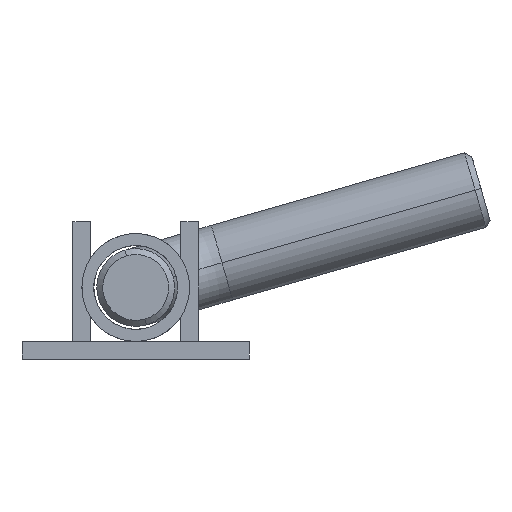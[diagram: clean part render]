
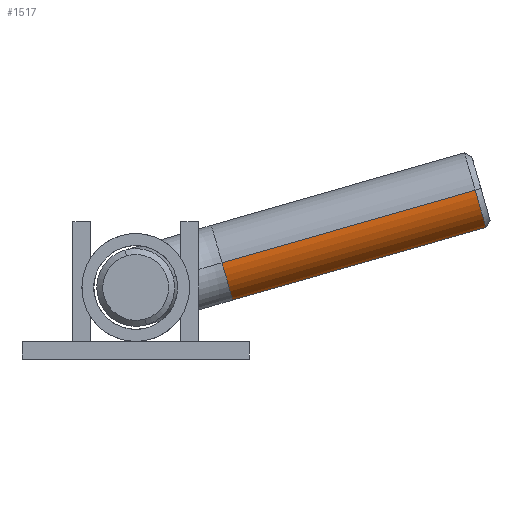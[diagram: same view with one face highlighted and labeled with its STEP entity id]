
A CAD part, front view. The second image highlights one B-rep face of the part: STEP entity #1517.
In plain terms, the highlighted cylindrical face has radius 6.5 mm (diameter 13 mm), a partial arc.
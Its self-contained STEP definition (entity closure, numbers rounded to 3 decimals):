
#40 = AXIS2_PLACEMENT_3D ( 'NONE', #1292, #385, #831 ) ;
#136 = CYLINDRICAL_SURFACE ( 'NONE', #194, 6.5 ) ;
#188 = FACE_OUTER_BOUND ( 'NONE', #1921, .T. ) ;
#194 = AXIS2_PLACEMENT_3D ( 'NONE', #709, #708, #687 ) ;
#256 = AXIS2_PLACEMENT_3D ( 'NONE', #390, #397, #393 ) ;
#273 = VECTOR ( 'NONE', #668, 1000. ) ;
#364 = VECTOR ( 'NONE', #1170, 1000. ) ;
#385 = DIRECTION ( 'NONE',  ( -0.961, 0., -0.276 ) ) ;
#390 = CARTESIAN_POINT ( 'NONE',  ( 21.291, 180.343, 5.23 ) ) ;
#393 = DIRECTION ( 'NONE',  ( 0.276, 0., -0.961 ) ) ;
#397 = DIRECTION ( 'NONE',  ( 0.961, 0., 0.276 ) ) ;
#621 = LINE ( 'NONE', #1152, #273 ) ;
#668 = DIRECTION ( 'NONE',  ( 0.961, 0., 0.276 ) ) ;
#687 = DIRECTION ( 'NONE',  ( 0., -1., 0. ) ) ;
#708 = DIRECTION ( 'NONE',  ( 0.961, 0., 0.276 ) ) ;
#709 = CARTESIAN_POINT ( 'NONE',  ( 21.291, 180.343, 5.23 ) ) ;
#831 = DIRECTION ( 'NONE',  ( 0., -1., 0. ) ) ;
#839 = CARTESIAN_POINT ( 'NONE',  ( 21.291, 186.843, 5.23 ) ) ;
#972 = CARTESIAN_POINT ( 'NONE',  ( 63.587, 186.843, 17.359 ) ) ;
#1082 = CARTESIAN_POINT ( 'NONE',  ( 63.587, 173.843, 17.359 ) ) ;
#1089 = CARTESIAN_POINT ( 'NONE',  ( 21.291, 173.843, 5.23 ) ) ;
#1152 = CARTESIAN_POINT ( 'NONE',  ( 21.291, 173.843, 5.23 ) ) ;
#1167 = LINE ( 'NONE', #1169, #364 ) ;
#1169 = CARTESIAN_POINT ( 'NONE',  ( 21.291, 186.843, 5.23 ) ) ;
#1170 = DIRECTION ( 'NONE',  ( 0.961, 0., 0.276 ) ) ;
#1292 = CARTESIAN_POINT ( 'NONE',  ( 63.587, 180.343, 17.359 ) ) ;
#1347 = CIRCLE ( 'NONE', #40, 6.5 ) ;
#1370 = CIRCLE ( 'NONE', #256, 6.5 ) ;
#1409 = EDGE_CURVE ( 'NONE', #2034, #1802, #1347, .T. ) ;
#1517 = ADVANCED_FACE ( 'NONE', ( #188 ), #136, .T. ) ;
#1533 = EDGE_CURVE ( 'NONE', #1789, #1624, #1370, .T. ) ;
#1550 = EDGE_CURVE ( 'NONE', #1789, #1802, #621, .T. ) ;
#1572 = EDGE_CURVE ( 'NONE', #1624, #2034, #1167, .T. ) ;
#1624 = VERTEX_POINT ( 'NONE', #839 ) ;
#1665 = ORIENTED_EDGE ( 'NONE', *, *, #1550, .F. ) ;
#1789 = VERTEX_POINT ( 'NONE', #1089 ) ;
#1802 = VERTEX_POINT ( 'NONE', #1082 ) ;
#1921 = EDGE_LOOP ( 'NONE', ( #2050, #1947, #2019, #1665 ) ) ;
#1947 = ORIENTED_EDGE ( 'NONE', *, *, #1572, .T. ) ;
#2019 = ORIENTED_EDGE ( 'NONE', *, *, #1409, .T. ) ;
#2034 = VERTEX_POINT ( 'NONE', #972 ) ;
#2050 = ORIENTED_EDGE ( 'NONE', *, *, #1533, .T. ) ;
